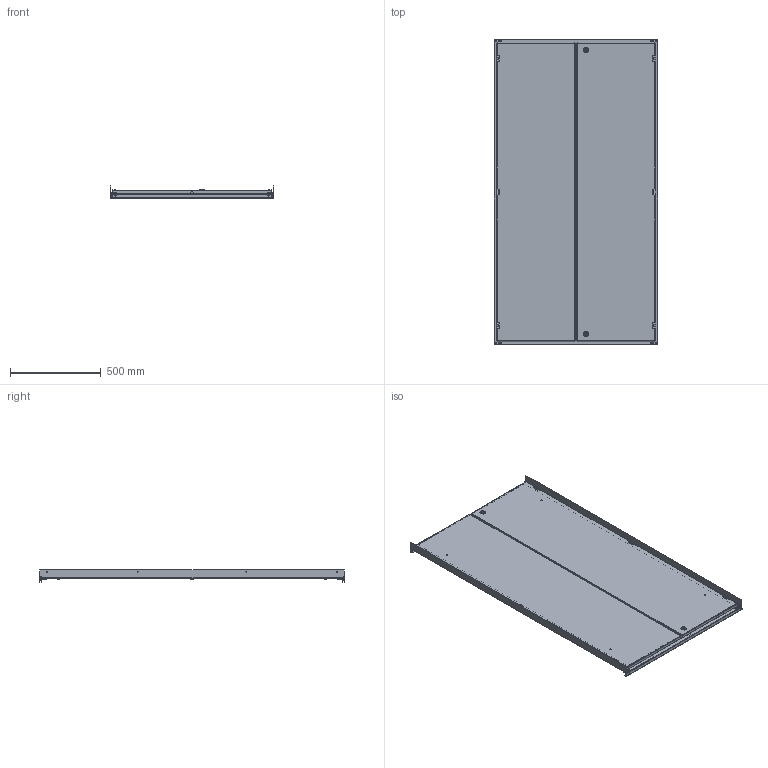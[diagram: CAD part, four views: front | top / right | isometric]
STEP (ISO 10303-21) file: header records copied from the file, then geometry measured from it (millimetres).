
FILE_DESCRIPTION (( 'STEP AP214' ), '1' );
FILE_NAME ('677.018.STEP', '2024-10-17T08:43:10', ( '' ), ( '' ), 'SwSTEP 2.0', 'SolidWorks 2021', '' );
FILE_SCHEMA (( 'AUTOMOTIVE_DESIGN' ));
Length unit declared in the file: millimetre
Products named in the file (23): Ãàéêà M6 DIN6923.step; 677.018 Äâåðü ïðàâàÿ; SW6X8.stp; 8SJ_S1B_0001.stp; Âòóëêà øàðíèðà; 8SJ_MS705-1_0040.stp; 8SJ_MS705_0010.stp; 677.018-01 ﾏ籵; 8SJ_MS705_0510.stp; Øïèëüêà ïðèâàðíàÿ Ì6õ16; ﾇ瑟鶴 ﾀﾑ ms1000-3M.stp; 677.018; 677.018-01 Ëåâàÿ; 607.018-02; Âíóòðåííÿÿ ÷àñòü øàðíèðà; 妈眚 DIN 912-󊬱6-Zn; Øàðíèð äëÿ âíóòðåííåé äâåðè; 677.018-02 栺鍣膱; 677.018 Äâåðü ëåâàÿ; 8SJ_MS705_0760.stp; 677.100-02; Âíåøíÿÿ ÷àñòü øàðíèðà; Áîëò Ì6õ10 ñ øåñòèãðàííîé ãîëîâêîé ñ ïðåññøàéáîé
Assembly tree (52 placements, depth 4):
  677.018
    677.018-02 栺鍣膱
      607.018-02  x2
      677.100-02  x2
      妈眚 DIN 912-󊬱6-Zn  x8
      Ãàéêà M6 DIN6923.step  x8
    677.018 Äâåðü ïðàâàÿ
      677.018-01 ﾏ籵
      Øïèëüêà ïðèâàðíàÿ Ì6õ16  x2
      Øàðíèð äëÿ âíóòðåííåé äâåðè  x3
        Âíóòðåííÿÿ ÷àñòü øàðíèðà
        Âíåøíÿÿ ÷àñòü øàðíèðà
        Âòóëêà øàðíèðà
      ﾇ瑟鶴 ﾀﾑ ms1000-3M.stp  x2
        8SJ_MS705_0010.stp
        8SJ_MS705_0510.stp
        8SJ_MS705_0760.stp
        8SJ_S1B_0001.stp
        8SJ_MS705-1_0040.stp
        SW6X8.stp
    Áîëò Ì6õ10 ñ øåñòèãðàííîé ãîëîâêîé ñ ïðåññøàéáîé  x6
    677.018 Äâåðü ëåâàÿ
      677.018-01 Ëåâàÿ
      Øïèëüêà ïðèâàðíàÿ Ì6õ16  x2
      Øàðíèð äëÿ âíóòðåííåé äâåðè  x3
        Âíóòðåííÿÿ ÷àñòü øàðíèðà
        Âíåøíÿÿ ÷àñòü øàðíèðà
        Âòóëêà øàðíèðà
Bounding box: 903.4 x 1683.96 x 67 mm (x, y, z)
Volume: 3114411.2 mm3; surface area: 4146310.6 mm2
Topology: 56 solids, 68 shells, 3202 faces, 8108 edges, 5010 vertices
Faces by surface type: cylinder 1074, plane 954, bspline 612, cone 268, torus 182, sphere 112
Entity records: 63829 total; most frequent: CARTESIAN_POINT 37182, ORIENTED_EDGE 5826, DIRECTION 4653, EDGE_CURVE 2919, VERTEX_POINT 1796, AXIS2_PLACEMENT_3D 1724, EDGE_LOOP 1241, LINE 1205
